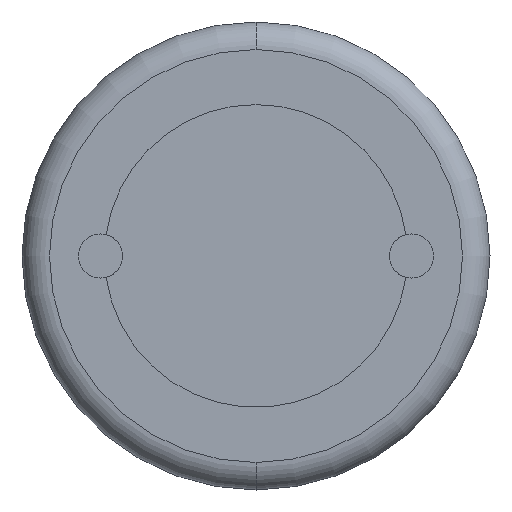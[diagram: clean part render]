
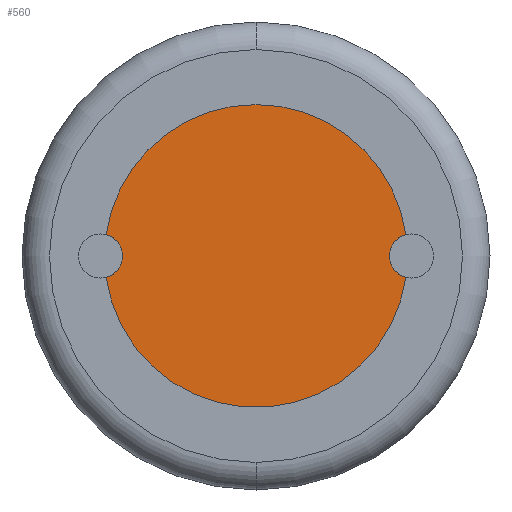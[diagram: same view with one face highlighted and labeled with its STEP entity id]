
A CAD part, front view. The second image highlights one B-rep face of the part: STEP entity #560.
In plain terms, the highlighted planar face has unit normal (0, -1, 0).
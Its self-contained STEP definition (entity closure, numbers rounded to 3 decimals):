
#14 = EDGE_CURVE ( 'NONE', #1005, #100, #674, .T. ) ;
#62 = EDGE_LOOP ( 'NONE', ( #809, #775, #955, #719, #411 ) ) ;
#100 = VERTEX_POINT ( 'NONE', #558 ) ;
#106 = EDGE_CURVE ( 'NONE', #344, #114, #585, .T. ) ;
#114 = VERTEX_POINT ( 'NONE', #1020 ) ;
#118 = DIRECTION ( 'NONE',  ( 0., 0., 1. ) ) ;
#148 = CARTESIAN_POINT ( 'NONE',  ( -2.825, -7., 0. ) ) ;
#207 = CARTESIAN_POINT ( 'NONE',  ( 0., -7., 0. ) ) ;
#232 = DIRECTION ( 'NONE',  ( 0., 1., 0. ) ) ;
#267 = DIRECTION ( 'NONE',  ( 0., 0., -1. ) ) ;
#285 = PLANE ( 'NONE',  #867 ) ;
#294 = FACE_OUTER_BOUND ( 'NONE', #62, .T. ) ;
#319 = CIRCLE ( 'NONE', #901, 0.4 ) ;
#324 = DIRECTION ( 'NONE',  ( 0., 1., 0. ) ) ;
#329 = EDGE_CURVE ( 'NONE', #100, #344, #319, .T. ) ;
#344 = VERTEX_POINT ( 'NONE', #928 ) ;
#365 = DIRECTION ( 'NONE',  ( 0., -1., 0. ) ) ;
#391 = CIRCLE ( 'NONE', #538, 2.75 ) ;
#410 = CIRCLE ( 'NONE', #965, 0.4 ) ;
#411 = ORIENTED_EDGE ( 'NONE', *, *, #329, .F. ) ;
#523 = DIRECTION ( 'NONE',  ( 0., 0., -1. ) ) ;
#527 = DIRECTION ( 'NONE',  ( 0., 1., 0. ) ) ;
#529 = VERTEX_POINT ( 'NONE', #718 ) ;
#538 = AXIS2_PLACEMENT_3D ( 'NONE', #569, #232, #561 ) ;
#541 = EDGE_CURVE ( 'NONE', #114, #529, #391, .T. ) ;
#558 = CARTESIAN_POINT ( 'NONE',  ( -2.723, -7., -0.387 ) ) ;
#560 = ADVANCED_FACE ( 'NONE', ( #294 ), #285, .T. ) ;
#561 = DIRECTION ( 'NONE',  ( 0., 0., 1. ) ) ;
#569 = CARTESIAN_POINT ( 'NONE',  ( 0., -7., 0. ) ) ;
#585 = CIRCLE ( 'NONE', #978, 2.75 ) ;
#594 = CARTESIAN_POINT ( 'NONE',  ( 2.825, -7., 0. ) ) ;
#674 = CIRCLE ( 'NONE', #694, 2.75 ) ;
#694 = AXIS2_PLACEMENT_3D ( 'NONE', #207, #527, #996 ) ;
#718 = CARTESIAN_POINT ( 'NONE',  ( 2.723, -7., 0.387 ) ) ;
#719 = ORIENTED_EDGE ( 'NONE', *, *, #106, .F. ) ;
#720 = CARTESIAN_POINT ( 'NONE',  ( 0., -7., 0. ) ) ;
#754 = CARTESIAN_POINT ( 'NONE',  ( 2.723, -7., -0.387 ) ) ;
#775 = ORIENTED_EDGE ( 'NONE', *, *, #1024, .F. ) ;
#809 = ORIENTED_EDGE ( 'NONE', *, *, #14, .F. ) ;
#827 = DIRECTION ( 'NONE',  ( 0., -1., 0. ) ) ;
#828 = DIRECTION ( 'NONE',  ( 0., -1., 0. ) ) ;
#844 = CARTESIAN_POINT ( 'NONE',  ( 0., -7., 2.75 ) ) ;
#867 = AXIS2_PLACEMENT_3D ( 'NONE', #844, #827, #267 ) ;
#877 = DIRECTION ( 'NONE',  ( 0., 0., 1. ) ) ;
#901 = AXIS2_PLACEMENT_3D ( 'NONE', #148, #365, #523 ) ;
#928 = CARTESIAN_POINT ( 'NONE',  ( -2.723, -7., 0.387 ) ) ;
#955 = ORIENTED_EDGE ( 'NONE', *, *, #541, .F. ) ;
#965 = AXIS2_PLACEMENT_3D ( 'NONE', #594, #828, #118 ) ;
#978 = AXIS2_PLACEMENT_3D ( 'NONE', #720, #324, #877 ) ;
#996 = DIRECTION ( 'NONE',  ( 0., 0., 1. ) ) ;
#1005 = VERTEX_POINT ( 'NONE', #754 ) ;
#1020 = CARTESIAN_POINT ( 'NONE',  ( 0., -7., 2.75 ) ) ;
#1024 = EDGE_CURVE ( 'NONE', #529, #1005, #410, .T. ) ;
